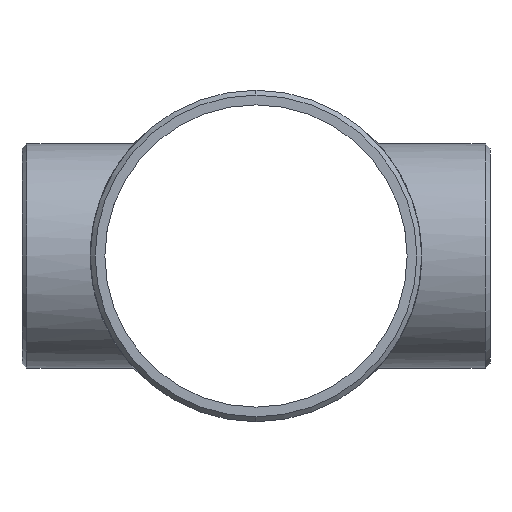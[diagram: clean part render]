
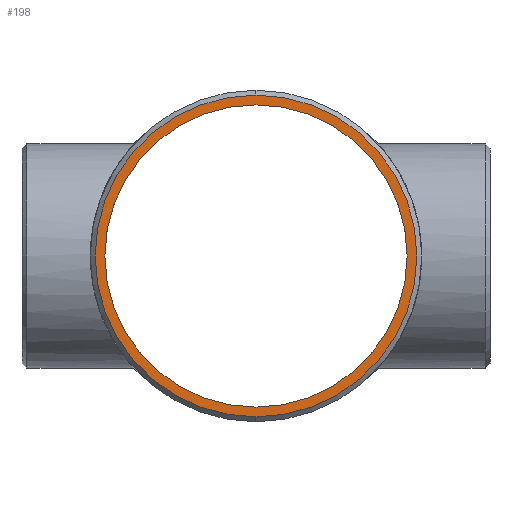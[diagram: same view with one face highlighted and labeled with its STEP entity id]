
A CAD part, left-side view. The second image highlights one B-rep face of the part: STEP entity #198.
In plain terms, the highlighted planar face has unit normal (-1, 0, 0).
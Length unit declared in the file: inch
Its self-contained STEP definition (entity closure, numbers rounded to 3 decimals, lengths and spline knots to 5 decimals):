
#3 = AXIS2_PLACEMENT_3D ( 'NONE', #752, #1230, #1452 ) ;
#33 = ORIENTED_EDGE ( 'NONE', *, *, #47, .T. ) ;
#47 = EDGE_CURVE ( 'NONE', #53, #410, #136, .T. ) ;
#51 = DIRECTION ( 'NONE',  ( -1., 0., 0. ) ) ;
#53 = VERTEX_POINT ( 'NONE', #1450 ) ;
#80 = CARTESIAN_POINT ( 'NONE',  ( -10., 0., -5.813 ) ) ;
#136 = CIRCLE ( 'NONE', #522, 6.18767 ) ;
#198 = ADVANCED_FACE ( 'NONE', ( #1012, #862 ), #775, .T. ) ;
#245 = ORIENTED_EDGE ( 'NONE', *, *, #1199, .T. ) ;
#304 = VERTEX_POINT ( 'NONE', #80 ) ;
#317 = CARTESIAN_POINT ( 'NONE',  ( -10., 0., 6.18767 ) ) ;
#332 = AXIS2_PLACEMENT_3D ( 'NONE', #366, #1422, #1045 ) ;
#366 = CARTESIAN_POINT ( 'NONE',  ( -10., 0., 0. ) ) ;
#370 = VERTEX_POINT ( 'NONE', #530 ) ;
#391 = CARTESIAN_POINT ( 'NONE',  ( -10., 0., 0. ) ) ;
#400 = DIRECTION ( 'NONE',  ( 0., 0., 1. ) ) ;
#410 = VERTEX_POINT ( 'NONE', #317 ) ;
#414 = CARTESIAN_POINT ( 'NONE',  ( -10., 0., 0. ) ) ;
#522 = AXIS2_PLACEMENT_3D ( 'NONE', #538, #51, #400 ) ;
#530 = CARTESIAN_POINT ( 'NONE',  ( -10., 0., 5.813 ) ) ;
#538 = CARTESIAN_POINT ( 'NONE',  ( -10., 0., 0. ) ) ;
#658 = DIRECTION ( 'NONE',  ( -1., 0., 0. ) ) ;
#668 = CIRCLE ( 'NONE', #3, 6.18767 ) ;
#736 = AXIS2_PLACEMENT_3D ( 'NONE', #391, #1104, #1462 ) ;
#749 = EDGE_LOOP ( 'NONE', ( #33, #1105 ) ) ;
#752 = CARTESIAN_POINT ( 'NONE',  ( -10., 0., 0. ) ) ;
#772 = EDGE_CURVE ( 'NONE', #370, #304, #1335, .T. ) ;
#775 = PLANE ( 'NONE',  #983 ) ;
#862 = FACE_BOUND ( 'NONE', #1126, .T. ) ;
#983 = AXIS2_PLACEMENT_3D ( 'NONE', #414, #658, #1002 ) ;
#1002 = DIRECTION ( 'NONE',  ( 0., 0., -1. ) ) ;
#1012 = FACE_OUTER_BOUND ( 'NONE', #749, .T. ) ;
#1045 = DIRECTION ( 'NONE',  ( 0., 0., 1. ) ) ;
#1091 = EDGE_CURVE ( 'NONE', #410, #53, #668, .T. ) ;
#1104 = DIRECTION ( 'NONE',  ( 1., 0., 0. ) ) ;
#1105 = ORIENTED_EDGE ( 'NONE', *, *, #1091, .T. ) ;
#1126 = EDGE_LOOP ( 'NONE', ( #1353, #245 ) ) ;
#1199 = EDGE_CURVE ( 'NONE', #304, #370, #1316, .T. ) ;
#1230 = DIRECTION ( 'NONE',  ( -1., 0., 0. ) ) ;
#1316 = CIRCLE ( 'NONE', #736, 5.813 ) ;
#1335 = CIRCLE ( 'NONE', #332, 5.813 ) ;
#1353 = ORIENTED_EDGE ( 'NONE', *, *, #772, .T. ) ;
#1422 = DIRECTION ( 'NONE',  ( 1., 0., 0. ) ) ;
#1450 = CARTESIAN_POINT ( 'NONE',  ( -10., 0., -6.18767 ) ) ;
#1452 = DIRECTION ( 'NONE',  ( 0., 0., 1. ) ) ;
#1462 = DIRECTION ( 'NONE',  ( 0., 0., 1. ) ) ;
